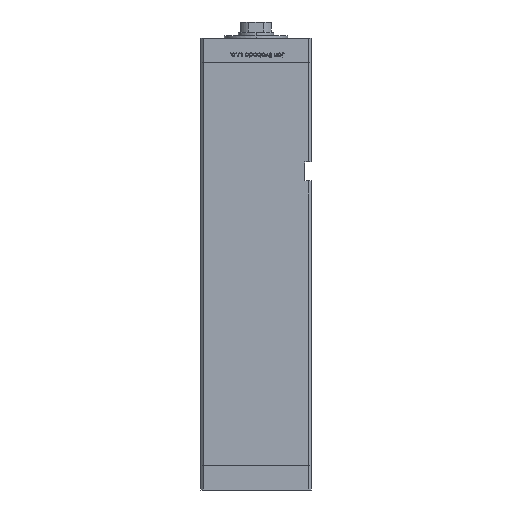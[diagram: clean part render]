
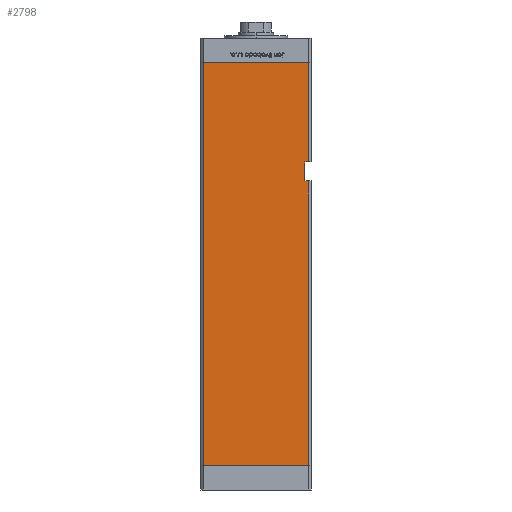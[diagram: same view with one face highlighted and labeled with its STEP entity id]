
A CAD part, left-side view. The second image highlights one B-rep face of the part: STEP entity #2798.
In plain terms, the highlighted planar face has unit normal (-1, 0, 0).
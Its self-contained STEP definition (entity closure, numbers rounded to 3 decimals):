
#88 = LINE ( 'NONE', #21063, #27016 ) ;
#744 = VECTOR ( 'NONE', #9606, 1000. ) ;
#1086 = CARTESIAN_POINT ( 'NONE',  ( -50., -41.5, 318.5 ) ) ;
#1350 = DIRECTION ( 'NONE',  ( 0., 0., -1. ) ) ;
#2069 = CARTESIAN_POINT ( 'NONE',  ( -50., 41.5, 0. ) ) ;
#2798 = ADVANCED_FACE ( 'NONE', ( #38577 ), #50654, .F. ) ;
#4779 = CARTESIAN_POINT ( 'NONE',  ( -50., 41.5, 0. ) ) ;
#5755 = DIRECTION ( 'NONE',  ( 0., -1., 0. ) ) ;
#6388 = CARTESIAN_POINT ( 'NONE',  ( -50., -41.5, 318.5 ) ) ;
#6678 = EDGE_CURVE ( 'NONE', #35968, #13202, #42125, .T. ) ;
#6855 = DIRECTION ( 'NONE',  ( 0., -1., 0. ) ) ;
#8593 = EDGE_LOOP ( 'NONE', ( #28153, #36482, #28424, #24614, #15419, #37486, #9370, #44880 ) ) ;
#9140 = DIRECTION ( 'NONE',  ( 0., -1., 0. ) ) ;
#9370 = ORIENTED_EDGE ( 'NONE', *, *, #36202, .T. ) ;
#9606 = DIRECTION ( 'NONE',  ( 0., -1., 0. ) ) ;
#11420 = LINE ( 'NONE', #15449, #22075 ) ;
#11435 = VECTOR ( 'NONE', #46972, 1000. ) ;
#13175 = CARTESIAN_POINT ( 'NONE',  ( -50., -38.5, 240. ) ) ;
#13202 = VERTEX_POINT ( 'NONE', #33705 ) ;
#13459 = LINE ( 'NONE', #1086, #52080 ) ;
#13581 = DIRECTION ( 'NONE',  ( 0., 1., 0. ) ) ;
#13850 = DIRECTION ( 'NONE',  ( 1., 0., 0. ) ) ;
#15419 = ORIENTED_EDGE ( 'NONE', *, *, #48824, .F. ) ;
#15449 = CARTESIAN_POINT ( 'NONE',  ( -50., 41.5, 318.5 ) ) ;
#16810 = CARTESIAN_POINT ( 'NONE',  ( -50., -38.5, 225. ) ) ;
#17671 = LINE ( 'NONE', #38915, #19065 ) ;
#18471 = CARTESIAN_POINT ( 'NONE',  ( -50., -38.5, 240. ) ) ;
#19065 = VECTOR ( 'NONE', #43207, 1000. ) ;
#21063 = CARTESIAN_POINT ( 'NONE',  ( -50., -38.5, 240. ) ) ;
#22075 = VECTOR ( 'NONE', #6855, 1000. ) ;
#22792 = LINE ( 'NONE', #6388, #11435 ) ;
#24614 = ORIENTED_EDGE ( 'NONE', *, *, #45903, .T. ) ;
#27016 = VECTOR ( 'NONE', #53037, 1000. ) ;
#28099 = EDGE_CURVE ( 'NONE', #40780, #53141, #49820, .T. ) ;
#28153 = ORIENTED_EDGE ( 'NONE', *, *, #38589, .F. ) ;
#28424 = ORIENTED_EDGE ( 'NONE', *, *, #41907, .F. ) ;
#29881 = AXIS2_PLACEMENT_3D ( 'NONE', #42064, #13850, #13581 ) ;
#32506 = CARTESIAN_POINT ( 'NONE',  ( -50., -41.5, 318.5 ) ) ;
#32768 = VERTEX_POINT ( 'NONE', #47641 ) ;
#33705 = CARTESIAN_POINT ( 'NONE',  ( -50., -41.5, 0. ) ) ;
#33952 = VERTEX_POINT ( 'NONE', #32506 ) ;
#34826 = VERTEX_POINT ( 'NONE', #18471 ) ;
#35968 = VERTEX_POINT ( 'NONE', #4779 ) ;
#36202 = EDGE_CURVE ( 'NONE', #32768, #35968, #17671, .T. ) ;
#36482 = ORIENTED_EDGE ( 'NONE', *, *, #28099, .F. ) ;
#37486 = ORIENTED_EDGE ( 'NONE', *, *, #49247, .F. ) ;
#38577 = FACE_OUTER_BOUND ( 'NONE', #8593, .T. ) ;
#38589 = EDGE_CURVE ( 'NONE', #53141, #13202, #22792, .T. ) ;
#38915 = CARTESIAN_POINT ( 'NONE',  ( -50., 41.5, 318.5 ) ) ;
#40780 = VERTEX_POINT ( 'NONE', #16810 ) ;
#41907 = EDGE_CURVE ( 'NONE', #34826, #40780, #88, .T. ) ;
#42064 = CARTESIAN_POINT ( 'NONE',  ( -50., 41.5, 318.5 ) ) ;
#42125 = LINE ( 'NONE', #2069, #744 ) ;
#43133 = CARTESIAN_POINT ( 'NONE',  ( -50., -41.5, 240. ) ) ;
#43207 = DIRECTION ( 'NONE',  ( 0., 0., -1. ) ) ;
#44880 = ORIENTED_EDGE ( 'NONE', *, *, #6678, .T. ) ;
#45585 = VECTOR ( 'NONE', #5755, 1000. ) ;
#45604 = VERTEX_POINT ( 'NONE', #43133 ) ;
#45903 = EDGE_CURVE ( 'NONE', #34826, #45604, #49979, .T. ) ;
#45989 = VECTOR ( 'NONE', #9140, 1000. ) ;
#46332 = CARTESIAN_POINT ( 'NONE',  ( -50., -38.5, 225. ) ) ;
#46972 = DIRECTION ( 'NONE',  ( 0., 0., -1. ) ) ;
#47641 = CARTESIAN_POINT ( 'NONE',  ( -50., 41.5, 318.5 ) ) ;
#48824 = EDGE_CURVE ( 'NONE', #33952, #45604, #13459, .T. ) ;
#49247 = EDGE_CURVE ( 'NONE', #32768, #33952, #11420, .T. ) ;
#49820 = LINE ( 'NONE', #46332, #45585 ) ;
#49842 = CARTESIAN_POINT ( 'NONE',  ( -50., -41.5, 225. ) ) ;
#49979 = LINE ( 'NONE', #13175, #45989 ) ;
#50654 = PLANE ( 'NONE',  #29881 ) ;
#52080 = VECTOR ( 'NONE', #1350, 1000. ) ;
#53037 = DIRECTION ( 'NONE',  ( 0., 0., -1. ) ) ;
#53141 = VERTEX_POINT ( 'NONE', #49842 ) ;
